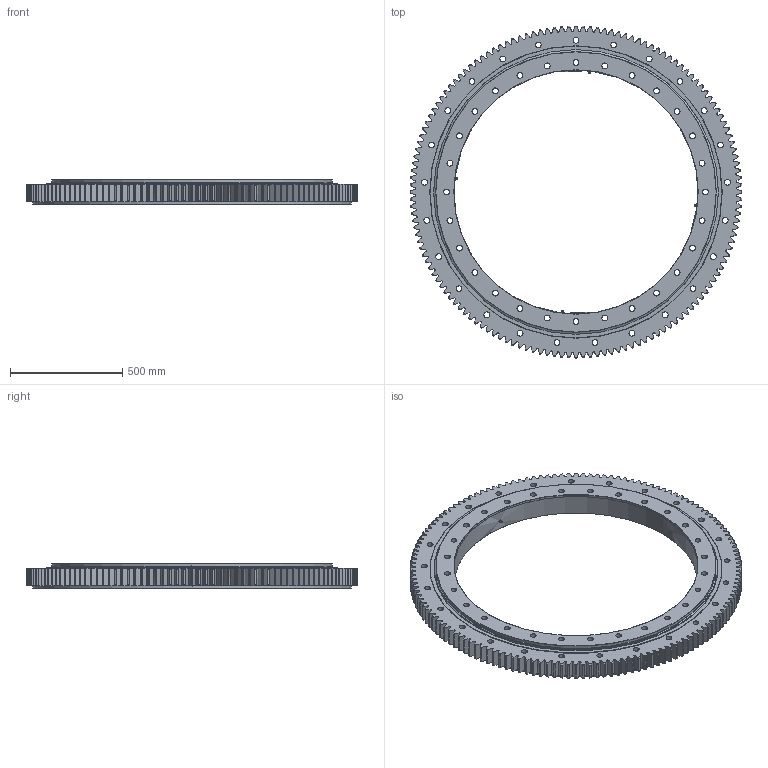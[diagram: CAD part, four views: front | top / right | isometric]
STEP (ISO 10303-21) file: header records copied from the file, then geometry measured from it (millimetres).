
FILE_DESCRIPTION (( 'STEP AP214' ), '1' );
FILE_NAME ('E.1476.45.15.D.1-R.STEP', '2019-01-09T14:21:12', ( '' ), ( '' ), 'SwSTEP 2.0', 'SolidWorks 2016', '' );
FILE_SCHEMA (( 'AUTOMOTIVE_DESIGN' ));
Length unit declared in the file: millimetre
Products named in the file (7): Roller L45; E.1476.45.15.D.1-R; E.1476.45.15.D.1-R - IR Seal; E.1476.45.15.D.1-R - IR; E.1476.45.15.D.1-R - OR; E.1476.45.15.D.1-R - OR Seal; Grease nipple M10x1mm
Assembly tree (78 placements, depth 2):
  E.1476.45.15.D.1-R
    E.1476.45.15.D.1-R - IR
    E.1476.45.15.D.1-R - OR
    Roller L45  x70
    E.1476.45.15.D.1-R - IR Seal
    E.1476.45.15.D.1-R - OR Seal
    Grease nipple M10x1mm  x4
Bounding box: 1475.99 x 1475.99 x 110 mm (x, y, z)
Volume: 62984451.7 mm3; surface area: 4892834.9 mm2
Topology: 78 solids, 78 shells, 1930 faces, 4871 edges, 3110 vertices
Faces by surface type: plane 485, cylinder 451, cone 386, torus 320, bspline 288
Entity records: 77097 total; most frequent: CARTESIAN_POINT 44742, ORIENTED_EDGE 7378, DIRECTION 5597, EDGE_CURVE 3689, VERTEX_POINT 2432, AXIS2_PLACEMENT_3D 2047, LINE 1503, VECTOR 1503
